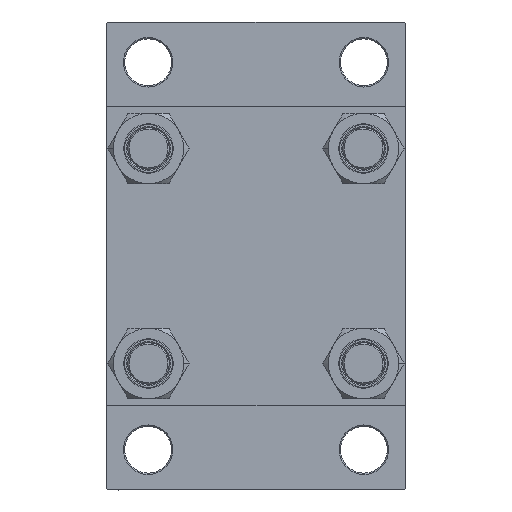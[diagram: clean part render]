
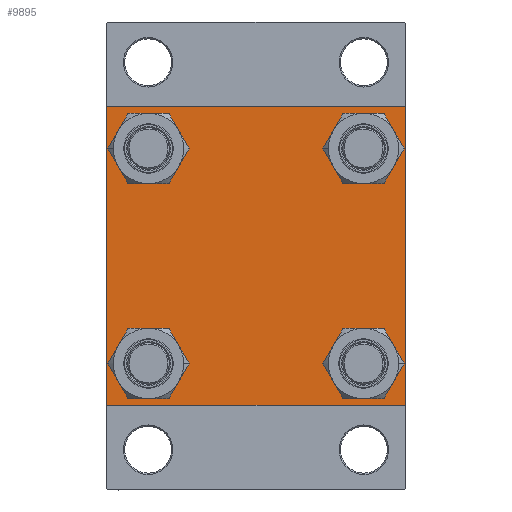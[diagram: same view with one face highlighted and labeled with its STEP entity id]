
A CAD part, left-side view. The second image highlights one B-rep face of the part: STEP entity #9895.
In plain terms, the highlighted planar face has unit normal (-1, 0, 0).
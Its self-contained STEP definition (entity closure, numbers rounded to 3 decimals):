
#198 = CARTESIAN_POINT ( 'NONE',  ( 0., 57., -57.5 ) ) ;
#575 = DIRECTION ( 'NONE',  ( 1., 0., 0. ) ) ;
#577 = EDGE_CURVE ( 'NONE', #20086, #42861, #25786, .T. ) ;
#1049 = CARTESIAN_POINT ( 'NONE',  ( 0., -41.35, 41.35 ) ) ;
#1121 = CIRCLE ( 'NONE', #35116, 8.5 ) ;
#1781 = VERTEX_POINT ( 'NONE', #31132 ) ;
#1819 = AXIS2_PLACEMENT_3D ( 'NONE', #39609, #6444, #2571 ) ;
#2571 = DIRECTION ( 'NONE',  ( 0., 0., 1. ) ) ;
#2780 = AXIS2_PLACEMENT_3D ( 'NONE', #20503, #5290, #31429 ) ;
#3154 = EDGE_LOOP ( 'NONE', ( #41420, #31695, #13878, #33900, #31628, #47625, #13568, #10050 ) ) ;
#3163 = VERTEX_POINT ( 'NONE', #3451 ) ;
#3451 = CARTESIAN_POINT ( 'NONE',  ( 0., -57.5, 57. ) ) ;
#3950 = CARTESIAN_POINT ( 'NONE',  ( 0., 57.25, 57.25 ) ) ;
#4450 = DIRECTION ( 'NONE',  ( 0., 0., -1. ) ) ;
#4744 = LINE ( 'NONE', #32774, #42661 ) ;
#5290 = DIRECTION ( 'NONE',  ( 1., 0., 0. ) ) ;
#5806 = FACE_BOUND ( 'NONE', #46786, .T. ) ;
#5824 = VECTOR ( 'NONE', #21893, 1000. ) ;
#6185 = CARTESIAN_POINT ( 'NONE',  ( 0., 41.35, -49.85 ) ) ;
#6343 = CIRCLE ( 'NONE', #7117, 8.5 ) ;
#6444 = DIRECTION ( 'NONE',  ( 1., 0., 0. ) ) ;
#6579 = AXIS2_PLACEMENT_3D ( 'NONE', #21731, #47152, #36492 ) ;
#7039 = CARTESIAN_POINT ( 'NONE',  ( 0., 57., 57.5 ) ) ;
#7117 = AXIS2_PLACEMENT_3D ( 'NONE', #1049, #575, #38083 ) ;
#7226 = CARTESIAN_POINT ( 'NONE',  ( 0., 57.5, -57.5 ) ) ;
#8149 = VERTEX_POINT ( 'NONE', #47590 ) ;
#8185 = CARTESIAN_POINT ( 'NONE',  ( 0., -41.35, 41.35 ) ) ;
#8378 = DIRECTION ( 'NONE',  ( 0., 0., 1. ) ) ;
#8478 = ORIENTED_EDGE ( 'NONE', *, *, #47857, .T. ) ;
#8521 = EDGE_CURVE ( 'NONE', #3163, #13918, #33964, .T. ) ;
#8714 = ORIENTED_EDGE ( 'NONE', *, *, #47108, .T. ) ;
#8853 = ORIENTED_EDGE ( 'NONE', *, *, #577, .T. ) ;
#9124 = EDGE_CURVE ( 'NONE', #30640, #41271, #30653, .T. ) ;
#9895 = ADVANCED_FACE ( 'NONE', ( #29053, #43805, #24200, #5806, #31936 ), #20558, .T. ) ;
#10004 = CARTESIAN_POINT ( 'NONE',  ( 0., -57.25, -57.25 ) ) ;
#10050 = ORIENTED_EDGE ( 'NONE', *, *, #16972, .T. ) ;
#11051 = AXIS2_PLACEMENT_3D ( 'NONE', #31684, #23946, #16419 ) ;
#12006 = CIRCLE ( 'NONE', #45263, 8.5 ) ;
#12098 = CIRCLE ( 'NONE', #2780, 8.5 ) ;
#12151 = VERTEX_POINT ( 'NONE', #37539 ) ;
#12613 = CARTESIAN_POINT ( 'NONE',  ( 0., -41.35, 49.85 ) ) ;
#13373 = VECTOR ( 'NONE', #40630, 1000. ) ;
#13568 = ORIENTED_EDGE ( 'NONE', *, *, #39698, .F. ) ;
#13652 = DIRECTION ( 'NONE',  ( 0., 0.707, 0.707 ) ) ;
#13801 = EDGE_LOOP ( 'NONE', ( #8853, #17606 ) ) ;
#13878 = ORIENTED_EDGE ( 'NONE', *, *, #31350, .T. ) ;
#13918 = VERTEX_POINT ( 'NONE', #20810 ) ;
#14207 = VERTEX_POINT ( 'NONE', #6185 ) ;
#14492 = DIRECTION ( 'NONE',  ( -1., 0., 0. ) ) ;
#14645 = CARTESIAN_POINT ( 'NONE',  ( 0., 57.5, 57. ) ) ;
#15144 = CARTESIAN_POINT ( 'NONE',  ( 0., 57.5, 57.5 ) ) ;
#15900 = DIRECTION ( 'NONE',  ( 0., 0., 1. ) ) ;
#15931 = EDGE_LOOP ( 'NONE', ( #40862, #8478 ) ) ;
#16137 = CARTESIAN_POINT ( 'NONE',  ( 0., 41.35, -41.35 ) ) ;
#16355 = EDGE_CURVE ( 'NONE', #35457, #14207, #23852, .T. ) ;
#16419 = DIRECTION ( 'NONE',  ( 0., 0., 1. ) ) ;
#16618 = CIRCLE ( 'NONE', #6579, 8.5 ) ;
#16972 = EDGE_CURVE ( 'NONE', #47576, #30640, #29622, .T. ) ;
#17217 = VERTEX_POINT ( 'NONE', #198 ) ;
#17606 = ORIENTED_EDGE ( 'NONE', *, *, #30184, .T. ) ;
#18696 = DIRECTION ( 'NONE',  ( 0., 0.707, -0.707 ) ) ;
#18778 = CIRCLE ( 'NONE', #11051, 8.5 ) ;
#19530 = DIRECTION ( 'NONE',  ( 0., 0., 1. ) ) ;
#19744 = EDGE_CURVE ( 'NONE', #41271, #17217, #36146, .T. ) ;
#20086 = VERTEX_POINT ( 'NONE', #26893 ) ;
#20503 = CARTESIAN_POINT ( 'NONE',  ( 0., 41.35, 41.35 ) ) ;
#20558 = PLANE ( 'NONE',  #44549 ) ;
#20747 = VECTOR ( 'NONE', #18696, 1000. ) ;
#20810 = CARTESIAN_POINT ( 'NONE',  ( 0., -57.5, -57. ) ) ;
#21731 = CARTESIAN_POINT ( 'NONE',  ( 0., 41.35, 41.35 ) ) ;
#21893 = DIRECTION ( 'NONE',  ( 0., -1., 0. ) ) ;
#21956 = EDGE_LOOP ( 'NONE', ( #42349, #22160 ) ) ;
#22160 = ORIENTED_EDGE ( 'NONE', *, *, #42394, .T. ) ;
#22375 = CARTESIAN_POINT ( 'NONE',  ( 0., 57.5, -57. ) ) ;
#23852 = CIRCLE ( 'NONE', #44733, 8.5 ) ;
#23946 = DIRECTION ( 'NONE',  ( 1., 0., 0. ) ) ;
#24200 = FACE_BOUND ( 'NONE', #21956, .T. ) ;
#24775 = EDGE_CURVE ( 'NONE', #29863, #38676, #6343, .T. ) ;
#25786 = CIRCLE ( 'NONE', #1819, 8.5 ) ;
#26893 = CARTESIAN_POINT ( 'NONE',  ( 0., -41.35, -32.85 ) ) ;
#27906 = CARTESIAN_POINT ( 'NONE',  ( 0., 41.35, -32.85 ) ) ;
#28063 = EDGE_CURVE ( 'NONE', #3163, #44008, #4744, .T. ) ;
#28208 = VECTOR ( 'NONE', #39527, 1000. ) ;
#29053 = FACE_BOUND ( 'NONE', #15931, .T. ) ;
#29145 = LINE ( 'NONE', #10004, #28208 ) ;
#29622 = LINE ( 'NONE', #3950, #20747 ) ;
#29863 = VERTEX_POINT ( 'NONE', #12613 ) ;
#30184 = EDGE_CURVE ( 'NONE', #42861, #20086, #18778, .T. ) ;
#30640 = VERTEX_POINT ( 'NONE', #14645 ) ;
#30653 = LINE ( 'NONE', #15144, #36794 ) ;
#30900 = CARTESIAN_POINT ( 'NONE',  ( 0., -41.35, 32.85 ) ) ;
#31132 = CARTESIAN_POINT ( 'NONE',  ( 0., -57., -57.5 ) ) ;
#31350 = EDGE_CURVE ( 'NONE', #17217, #1781, #43792, .T. ) ;
#31429 = DIRECTION ( 'NONE',  ( 0., 0., 1. ) ) ;
#31628 = ORIENTED_EDGE ( 'NONE', *, *, #8521, .F. ) ;
#31684 = CARTESIAN_POINT ( 'NONE',  ( 0., -41.35, -41.35 ) ) ;
#31695 = ORIENTED_EDGE ( 'NONE', *, *, #19744, .T. ) ;
#31936 = FACE_OUTER_BOUND ( 'NONE', #3154, .T. ) ;
#32774 = CARTESIAN_POINT ( 'NONE',  ( 0., -57.25, 57.25 ) ) ;
#33101 = DIRECTION ( 'NONE',  ( 1., 0., 0. ) ) ;
#33900 = ORIENTED_EDGE ( 'NONE', *, *, #45815, .T. ) ;
#33964 = LINE ( 'NONE', #44629, #36098 ) ;
#34260 = DIRECTION ( 'NONE',  ( 0., 0., -1. ) ) ;
#34830 = CARTESIAN_POINT ( 'NONE',  ( 0., -41.35, -49.85 ) ) ;
#35116 = AXIS2_PLACEMENT_3D ( 'NONE', #47867, #33101, #44722 ) ;
#35331 = CARTESIAN_POINT ( 'NONE',  ( 0., 0., 0. ) ) ;
#35457 = VERTEX_POINT ( 'NONE', #27906 ) ;
#36098 = VECTOR ( 'NONE', #4450, 1000. ) ;
#36146 = LINE ( 'NONE', #46094, #40952 ) ;
#36492 = DIRECTION ( 'NONE',  ( 0., 0., 1. ) ) ;
#36794 = VECTOR ( 'NONE', #34260, 1000. ) ;
#37030 = ORIENTED_EDGE ( 'NONE', *, *, #38298, .T. ) ;
#37539 = CARTESIAN_POINT ( 'NONE',  ( 0., 41.35, 32.85 ) ) ;
#38083 = DIRECTION ( 'NONE',  ( 0., 0., 1. ) ) ;
#38298 = EDGE_CURVE ( 'NONE', #12151, #8149, #12098, .T. ) ;
#38676 = VERTEX_POINT ( 'NONE', #30900 ) ;
#39527 = DIRECTION ( 'NONE',  ( 0., -0.707, 0.707 ) ) ;
#39571 = CARTESIAN_POINT ( 'NONE',  ( 0., 57.5, 57.5 ) ) ;
#39609 = CARTESIAN_POINT ( 'NONE',  ( 0., -41.35, -41.35 ) ) ;
#39698 = EDGE_CURVE ( 'NONE', #47576, #44008, #47320, .T. ) ;
#40265 = DIRECTION ( 'NONE',  ( 0., -0.707, -0.707 ) ) ;
#40630 = DIRECTION ( 'NONE',  ( 0., -1., 0. ) ) ;
#40862 = ORIENTED_EDGE ( 'NONE', *, *, #24775, .T. ) ;
#40952 = VECTOR ( 'NONE', #40265, 1000. ) ;
#41271 = VERTEX_POINT ( 'NONE', #22375 ) ;
#41350 = DIRECTION ( 'NONE',  ( 1., 0., 0. ) ) ;
#41420 = ORIENTED_EDGE ( 'NONE', *, *, #9124, .T. ) ;
#42053 = DIRECTION ( 'NONE',  ( 1., 0., 0. ) ) ;
#42349 = ORIENTED_EDGE ( 'NONE', *, *, #16355, .T. ) ;
#42394 = EDGE_CURVE ( 'NONE', #14207, #35457, #1121, .T. ) ;
#42661 = VECTOR ( 'NONE', #13652, 1000. ) ;
#42861 = VERTEX_POINT ( 'NONE', #34830 ) ;
#43792 = LINE ( 'NONE', #7226, #13373 ) ;
#43805 = FACE_BOUND ( 'NONE', #13801, .T. ) ;
#44008 = VERTEX_POINT ( 'NONE', #46276 ) ;
#44549 = AXIS2_PLACEMENT_3D ( 'NONE', #35331, #14492, #8378 ) ;
#44629 = CARTESIAN_POINT ( 'NONE',  ( 0., -57.5, 57.5 ) ) ;
#44722 = DIRECTION ( 'NONE',  ( 0., 0., 1. ) ) ;
#44733 = AXIS2_PLACEMENT_3D ( 'NONE', #16137, #42053, #19530 ) ;
#45263 = AXIS2_PLACEMENT_3D ( 'NONE', #8185, #41350, #15900 ) ;
#45815 = EDGE_CURVE ( 'NONE', #1781, #13918, #29145, .T. ) ;
#46094 = CARTESIAN_POINT ( 'NONE',  ( 0., 57.25, -57.25 ) ) ;
#46276 = CARTESIAN_POINT ( 'NONE',  ( 0., -57., 57.5 ) ) ;
#46786 = EDGE_LOOP ( 'NONE', ( #8714, #37030 ) ) ;
#47108 = EDGE_CURVE ( 'NONE', #8149, #12151, #16618, .T. ) ;
#47152 = DIRECTION ( 'NONE',  ( 1., 0., 0. ) ) ;
#47320 = LINE ( 'NONE', #39571, #5824 ) ;
#47576 = VERTEX_POINT ( 'NONE', #7039 ) ;
#47590 = CARTESIAN_POINT ( 'NONE',  ( 0., 41.35, 49.85 ) ) ;
#47625 = ORIENTED_EDGE ( 'NONE', *, *, #28063, .T. ) ;
#47857 = EDGE_CURVE ( 'NONE', #38676, #29863, #12006, .T. ) ;
#47867 = CARTESIAN_POINT ( 'NONE',  ( 0., 41.35, -41.35 ) ) ;
